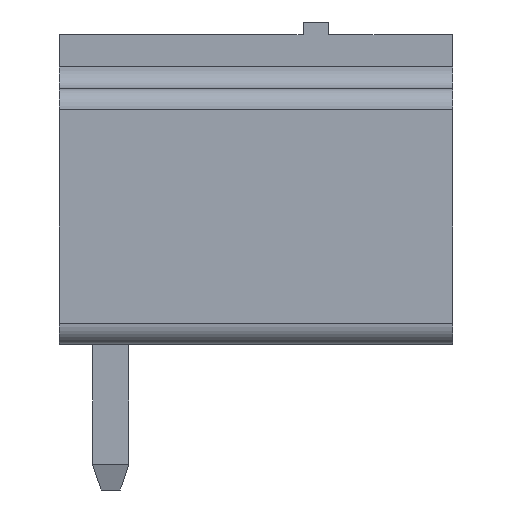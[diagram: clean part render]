
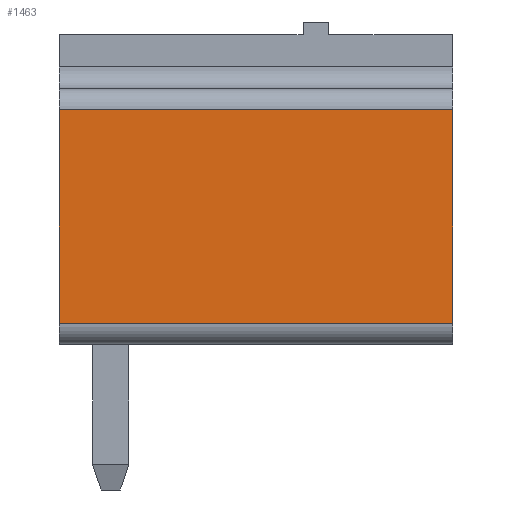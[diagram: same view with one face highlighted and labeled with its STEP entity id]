
A CAD part, left-side view. The second image highlights one B-rep face of the part: STEP entity #1463.
In plain terms, the highlighted planar face has unit normal (-1, 0, 0).
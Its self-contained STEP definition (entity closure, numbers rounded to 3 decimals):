
#32 = PLANE('',#33);
#33 = AXIS2_PLACEMENT_3D('',#34,#35,#36);
#34 = CARTESIAN_POINT('',(-7.1,1.2,0.));
#35 = DIRECTION('',(0.,1.,0.));
#36 = DIRECTION('',(-1.,0.,0.));
#57 = VERTEX_POINT('',#58);
#58 = CARTESIAN_POINT('',(-7.1,1.2,0.5));
#73 = CYLINDRICAL_SURFACE('',#74,0.5);
#74 = AXIS2_PLACEMENT_3D('',#75,#76,#77);
#75 = CARTESIAN_POINT('',(-6.6,1.2,0.5));
#76 = DIRECTION('',(0.,-1.,0.));
#77 = DIRECTION('',(0.,0.,-1.));
#85 = EDGE_CURVE('',#86,#57,#88,.T.);
#86 = VERTEX_POINT('',#87);
#87 = CARTESIAN_POINT('',(-7.1,1.2,5.5));
#88 = SURFACE_CURVE('',#89,(#93,#100),.PCURVE_S1.);
#89 = LINE('',#90,#91);
#90 = CARTESIAN_POINT('',(-7.1,1.2,6.));
#91 = VECTOR('',#92,1.);
#92 = DIRECTION('',(0.,0.,-1.));
#93 = PCURVE('',#32,#94);
#94 = DEFINITIONAL_REPRESENTATION('',(#95),#99);
#95 = LINE('',#96,#97);
#96 = CARTESIAN_POINT('',(0.,6.));
#97 = VECTOR('',#98,1.);
#98 = DIRECTION('',(0.,-1.));
#99 = ( GEOMETRIC_REPRESENTATION_CONTEXT(2)
PARAMETRIC_REPRESENTATION_CONTEXT() REPRESENTATION_CONTEXT('2D SPACE',''
) );
#100 = PCURVE('',#101,#106);
#101 = PLANE('',#102);
#102 = AXIS2_PLACEMENT_3D('',#103,#104,#105);
#103 = CARTESIAN_POINT('',(-7.1,1.2,6.));
#104 = DIRECTION('',(1.,0.,0.));
#105 = DIRECTION('',(0.,0.,-1.));
#106 = DEFINITIONAL_REPRESENTATION('',(#107),#111);
#107 = LINE('',#108,#109);
#108 = CARTESIAN_POINT('',(0.,0.));
#109 = VECTOR('',#110,1.);
#110 = DIRECTION('',(1.,0.));
#111 = ( GEOMETRIC_REPRESENTATION_CONTEXT(2)
PARAMETRIC_REPRESENTATION_CONTEXT() REPRESENTATION_CONTEXT('2D SPACE',''
) );
#134 = CYLINDRICAL_SURFACE('',#135,0.5);
#135 = AXIS2_PLACEMENT_3D('',#136,#137,#138);
#136 = CARTESIAN_POINT('',(-6.6,1.2,5.5));
#137 = DIRECTION('',(0.,-1.,0.));
#138 = DIRECTION('',(0.,0.,1.));
#479 = PLANE('',#480);
#480 = AXIS2_PLACEMENT_3D('',#481,#482,#483);
#481 = CARTESIAN_POINT('',(-7.1,-8.,0.));
#482 = DIRECTION('',(0.,1.,0.));
#483 = DIRECTION('',(-1.,0.,0.));
#1364 = EDGE_CURVE('',#57,#1365,#1367,.T.);
#1365 = VERTEX_POINT('',#1366);
#1366 = CARTESIAN_POINT('',(-7.1,-8.,0.5));
#1367 = SURFACE_CURVE('',#1368,(#1372,#1379),.PCURVE_S1.);
#1368 = LINE('',#1369,#1370);
#1369 = CARTESIAN_POINT('',(-7.1,1.2,0.5));
#1370 = VECTOR('',#1371,1.);
#1371 = DIRECTION('',(0.,-1.,0.));
#1372 = PCURVE('',#73,#1373);
#1373 = DEFINITIONAL_REPRESENTATION('',(#1374),#1378);
#1374 = LINE('',#1375,#1376);
#1375 = CARTESIAN_POINT('',(-1.571,0.));
#1376 = VECTOR('',#1377,1.);
#1377 = DIRECTION('',(0.,1.));
#1378 = ( GEOMETRIC_REPRESENTATION_CONTEXT(2)
PARAMETRIC_REPRESENTATION_CONTEXT() REPRESENTATION_CONTEXT('2D SPACE',''
) );
#1379 = PCURVE('',#101,#1380);
#1380 = DEFINITIONAL_REPRESENTATION('',(#1381),#1385);
#1381 = LINE('',#1382,#1383);
#1382 = CARTESIAN_POINT('',(5.5,0.));
#1383 = VECTOR('',#1384,1.);
#1384 = DIRECTION('',(0.,-1.));
#1385 = ( GEOMETRIC_REPRESENTATION_CONTEXT(2)
PARAMETRIC_REPRESENTATION_CONTEXT() REPRESENTATION_CONTEXT('2D SPACE',''
) );
#1463 = ADVANCED_FACE('',(#1464),#101,.F.);
#1464 = FACE_BOUND('',#1465,.F.);
#1465 = EDGE_LOOP('',(#1466,#1467,#1490,#1511));
#1466 = ORIENTED_EDGE('',*,*,#85,.F.);
#1467 = ORIENTED_EDGE('',*,*,#1468,.T.);
#1468 = EDGE_CURVE('',#86,#1469,#1471,.T.);
#1469 = VERTEX_POINT('',#1470);
#1470 = CARTESIAN_POINT('',(-7.1,-8.,5.5));
#1471 = SURFACE_CURVE('',#1472,(#1476,#1483),.PCURVE_S1.);
#1472 = LINE('',#1473,#1474);
#1473 = CARTESIAN_POINT('',(-7.1,1.2,5.5));
#1474 = VECTOR('',#1475,1.);
#1475 = DIRECTION('',(0.,-1.,0.));
#1476 = PCURVE('',#101,#1477);
#1477 = DEFINITIONAL_REPRESENTATION('',(#1478),#1482);
#1478 = LINE('',#1479,#1480);
#1479 = CARTESIAN_POINT('',(0.5,0.));
#1480 = VECTOR('',#1481,1.);
#1481 = DIRECTION('',(0.,-1.));
#1482 = ( GEOMETRIC_REPRESENTATION_CONTEXT(2)
PARAMETRIC_REPRESENTATION_CONTEXT() REPRESENTATION_CONTEXT('2D SPACE',''
) );
#1483 = PCURVE('',#134,#1484);
#1484 = DEFINITIONAL_REPRESENTATION('',(#1485),#1489);
#1485 = LINE('',#1486,#1487);
#1486 = CARTESIAN_POINT('',(1.571,0.));
#1487 = VECTOR('',#1488,1.);
#1488 = DIRECTION('',(0.,1.));
#1489 = ( GEOMETRIC_REPRESENTATION_CONTEXT(2)
PARAMETRIC_REPRESENTATION_CONTEXT() REPRESENTATION_CONTEXT('2D SPACE',''
) );
#1490 = ORIENTED_EDGE('',*,*,#1491,.T.);
#1491 = EDGE_CURVE('',#1469,#1365,#1492,.T.);
#1492 = SURFACE_CURVE('',#1493,(#1497,#1504),.PCURVE_S1.);
#1493 = LINE('',#1494,#1495);
#1494 = CARTESIAN_POINT('',(-7.1,-8.,6.));
#1495 = VECTOR('',#1496,1.);
#1496 = DIRECTION('',(0.,0.,-1.));
#1497 = PCURVE('',#101,#1498);
#1498 = DEFINITIONAL_REPRESENTATION('',(#1499),#1503);
#1499 = LINE('',#1500,#1501);
#1500 = CARTESIAN_POINT('',(0.,-9.2));
#1501 = VECTOR('',#1502,1.);
#1502 = DIRECTION('',(1.,0.));
#1503 = ( GEOMETRIC_REPRESENTATION_CONTEXT(2)
PARAMETRIC_REPRESENTATION_CONTEXT() REPRESENTATION_CONTEXT('2D SPACE',''
) );
#1504 = PCURVE('',#479,#1505);
#1505 = DEFINITIONAL_REPRESENTATION('',(#1506),#1510);
#1506 = LINE('',#1507,#1508);
#1507 = CARTESIAN_POINT('',(0.,6.));
#1508 = VECTOR('',#1509,1.);
#1509 = DIRECTION('',(0.,-1.));
#1510 = ( GEOMETRIC_REPRESENTATION_CONTEXT(2)
PARAMETRIC_REPRESENTATION_CONTEXT() REPRESENTATION_CONTEXT('2D SPACE',''
) );
#1511 = ORIENTED_EDGE('',*,*,#1364,.F.);
